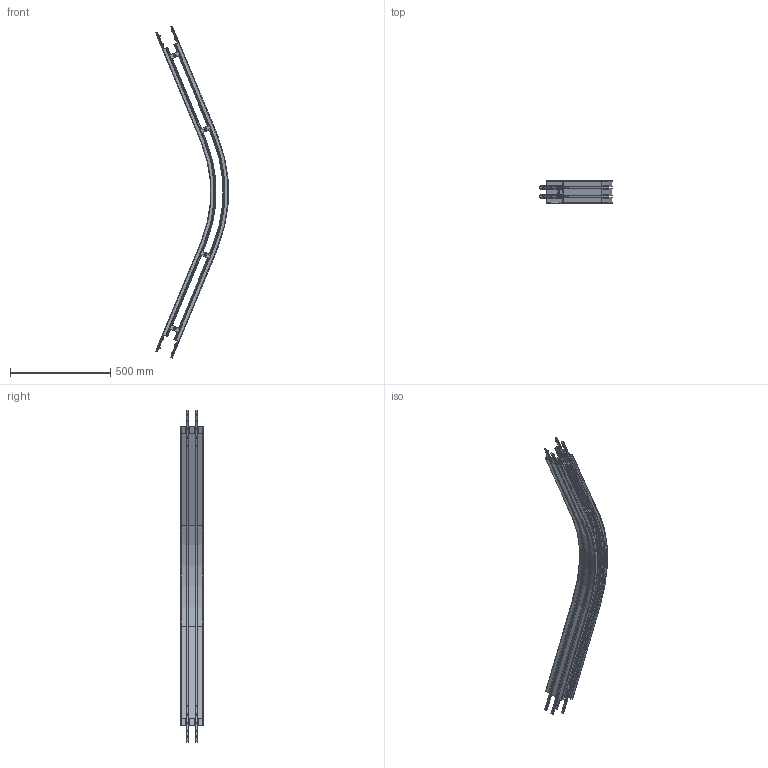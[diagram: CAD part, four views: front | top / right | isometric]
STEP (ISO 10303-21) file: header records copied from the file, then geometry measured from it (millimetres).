
FILE_DESCRIPTION(/* description */ ('Bogen GKF 90 - 45° 500'),/* implementation_level */ '2;1');
FILE_NAME(/* name */ '291240-0.step',/* time_stamp */ '2021-09-06T08:58:15+02:00',/* author */ ('MuellerJ'),/* organization */ (''),/* preprocessor_version */ 'ST-DEVELOPER v18.1',/* originating_system */ 'Autodesk Inventor 2021',/* authorisation */ '');
FILE_SCHEMA (('AUTOMOTIVE_DESIGN { 1 0 10303 214 3 1 1 }'));
Length unit declared in the file: millimetre
Products named in the file (10): 29-1240-0BZ.000; 29-1243-0FZ.000; 29-1244-0FZ.000; leer; 21-1101-1FZ.000; leer_1; leer_2; leer_3; leer_4; 20-0997-0FZ.002
Assembly tree (27 placements, depth 3):
  29-1240-0BZ.000
    29-1243-0FZ.000
    29-1244-0FZ.000
    leer_2  x8
      20-0997-0FZ.002
      leer_3
      leer_4
    leer  x8
      21-1101-1FZ.000
      leer_1
Bounding box: 362.88 x 112 x 1659.88 mm (x, y, z)
Volume: 2292672.7 mm3; surface area: 1768985.5 mm2
Topology: 74 solids, 74 shells, 2088 faces, 5492 edges, 3544 vertices
Faces by surface type: plane 1140, cylinder 632, cone 188, torus 128
Full cylindrical faces by diameter (mm): 6.647 x40, 8 x40, 9 x16, 11.6 x8, 13 x8
Entity records: 22291 total; most frequent: DIRECTION 3986, CARTESIAN_POINT 3689, ORIENTED_EDGE 3574, EDGE_CURVE 1787, AXIS2_PLACEMENT_3D 1492, VERTEX_POINT 1102, LINE 1002, VECTOR 1002
